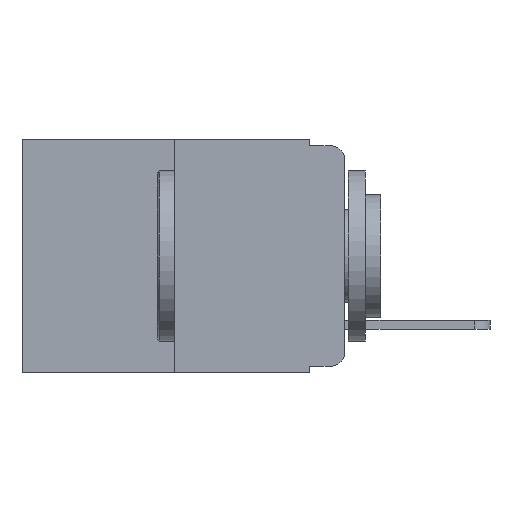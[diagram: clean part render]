
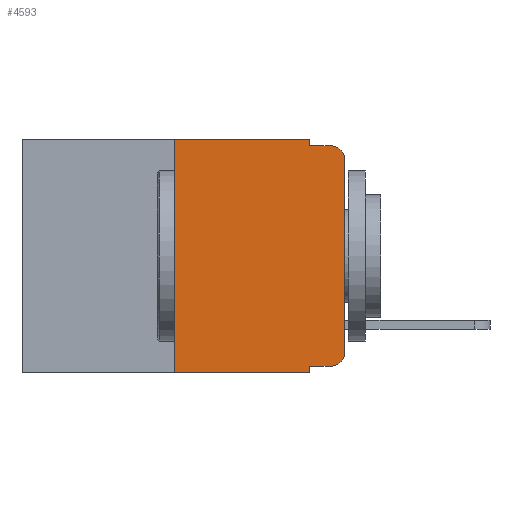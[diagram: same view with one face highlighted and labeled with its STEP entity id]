
A CAD part, left-side view. The second image highlights one B-rep face of the part: STEP entity #4593.
In plain terms, the highlighted planar face has unit normal (-1, 0, 0).
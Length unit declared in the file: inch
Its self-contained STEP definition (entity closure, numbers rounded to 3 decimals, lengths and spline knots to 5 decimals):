
#57 = CARTESIAN_POINT ( 'NONE',  ( 0., 0.051, 0. ) ) ;
#142 = DIRECTION ( 'NONE',  ( 0., 0., -1. ) ) ;
#195 = ORIENTED_EDGE ( 'NONE', *, *, #4747, .T. ) ;
#696 = VERTEX_POINT ( 'NONE', #9847 ) ;
#800 = CARTESIAN_POINT ( 'NONE',  ( 0., 0.051, -0.343 ) ) ;
#859 = LINE ( 'NONE', #12566, #3645 ) ;
#1163 = CARTESIAN_POINT ( 'NONE',  ( 0., 0., -0.03 ) ) ;
#1388 = VECTOR ( 'NONE', #13331, 39.37008 ) ;
#1675 = CARTESIAN_POINT ( 'NONE',  ( 0., 0., 0. ) ) ;
#1727 = DIRECTION ( 'NONE',  ( 0., 0., 1. ) ) ;
#1819 = EDGE_CURVE ( 'NONE', #2438, #7664, #3062, .T. ) ;
#2042 = LINE ( 'NONE', #10351, #7439 ) ;
#2064 = VECTOR ( 'NONE', #1727, 39.37008 ) ;
#2169 = DIRECTION ( 'NONE',  ( 1., 0., 0. ) ) ;
#2186 = CARTESIAN_POINT ( 'NONE',  ( 0., 0.473, 0. ) ) ;
#2339 = VECTOR ( 'NONE', #142, 39.37008 ) ;
#2345 = CARTESIAN_POINT ( 'NONE',  ( 0., 0.02, -0.333 ) ) ;
#2398 = EDGE_CURVE ( 'NONE', #4216, #2438, #7801, .T. ) ;
#2438 = VERTEX_POINT ( 'NONE', #1163 ) ;
#2541 = LINE ( 'NONE', #5795, #10502 ) ;
#2679 = PLANE ( 'NONE',  #5063 ) ;
#2804 = ORIENTED_EDGE ( 'NONE', *, *, #2398, .T. ) ;
#2933 = VERTEX_POINT ( 'NONE', #9531 ) ;
#3003 = ORIENTED_EDGE ( 'NONE', *, *, #4571, .T. ) ;
#3062 = CIRCLE ( 'NONE', #11388, 0.02 ) ;
#3173 = ORIENTED_EDGE ( 'NONE', *, *, #1819, .T. ) ;
#3600 = CARTESIAN_POINT ( 'NONE',  ( 0., 0.02, -0.313 ) ) ;
#3645 = VECTOR ( 'NONE', #12541, 39.37008 ) ;
#3776 = FACE_OUTER_BOUND ( 'NONE', #10207, .T. ) ;
#4026 = ORIENTED_EDGE ( 'NONE', *, *, #10415, .F. ) ;
#4115 = VERTEX_POINT ( 'NONE', #12675 ) ;
#4216 = VERTEX_POINT ( 'NONE', #12833 ) ;
#4379 = AXIS2_PLACEMENT_3D ( 'NONE', #3600, #8902, #8887 ) ;
#4443 = LINE ( 'NONE', #13156, #1388 ) ;
#4479 = LINE ( 'NONE', #8391, #9603 ) ;
#4571 = EDGE_CURVE ( 'NONE', #4115, #5608, #4443, .T. ) ;
#4593 = ADVANCED_FACE ( 'NONE', ( #3776 ), #2679, .F. ) ;
#4747 = EDGE_CURVE ( 'NONE', #5608, #4216, #9420, .T. ) ;
#4955 = ORIENTED_EDGE ( 'NONE', *, *, #10566, .F. ) ;
#5063 = AXIS2_PLACEMENT_3D ( 'NONE', #2186, #2169, #5558 ) ;
#5558 = DIRECTION ( 'NONE',  ( 0., 0., -1. ) ) ;
#5608 = VERTEX_POINT ( 'NONE', #2345 ) ;
#5795 = CARTESIAN_POINT ( 'NONE',  ( 0., 0.473, -0.343 ) ) ;
#5826 = DIRECTION ( 'NONE',  ( 0., -1., 0. ) ) ;
#7110 = CARTESIAN_POINT ( 'NONE',  ( 0., 0.25, -0.343 ) ) ;
#7439 = VECTOR ( 'NONE', #10295, 39.37008 ) ;
#7624 = VERTEX_POINT ( 'NONE', #13106 ) ;
#7664 = VERTEX_POINT ( 'NONE', #7687 ) ;
#7687 = CARTESIAN_POINT ( 'NONE',  ( 0., 0.02, -0.01 ) ) ;
#7691 = ORIENTED_EDGE ( 'NONE', *, *, #10110, .F. ) ;
#7801 = LINE ( 'NONE', #1675, #2064 ) ;
#7991 = VERTEX_POINT ( 'NONE', #800 ) ;
#8141 = ORIENTED_EDGE ( 'NONE', *, *, #10737, .F. ) ;
#8391 = CARTESIAN_POINT ( 'NONE',  ( 0., 0.25, 0. ) ) ;
#8446 = DIRECTION ( 'NONE',  ( 0., 0., 1. ) ) ;
#8582 = VECTOR ( 'NONE', #9461, 39.37008 ) ;
#8841 = LINE ( 'NONE', #9443, #8582 ) ;
#8887 = DIRECTION ( 'NONE',  ( 0., 0., -1. ) ) ;
#8902 = DIRECTION ( 'NONE',  ( -1., 0., 0. ) ) ;
#9366 = ORIENTED_EDGE ( 'NONE', *, *, #11153, .T. ) ;
#9420 = CIRCLE ( 'NONE', #4379, 0.02 ) ;
#9443 = CARTESIAN_POINT ( 'NONE',  ( 0., 0.051, 0. ) ) ;
#9461 = DIRECTION ( 'NONE',  ( 0., 0., -1. ) ) ;
#9531 = CARTESIAN_POINT ( 'NONE',  ( 0., 0.051, 0. ) ) ;
#9603 = VECTOR ( 'NONE', #8446, 39.37008 ) ;
#9765 = ORIENTED_EDGE ( 'NONE', *, *, #12008, .F. ) ;
#9847 = CARTESIAN_POINT ( 'NONE',  ( 0., 0.051, -0.01 ) ) ;
#10110 = EDGE_CURVE ( 'NONE', #7624, #2933, #859, .T. ) ;
#10207 = EDGE_LOOP ( 'NONE', ( #2804, #3173, #4026, #4955, #7691, #8141, #9366, #9765, #3003, #195 ) ) ;
#10295 = DIRECTION ( 'NONE',  ( 0., -1., 0. ) ) ;
#10351 = CARTESIAN_POINT ( 'NONE',  ( 0., 0.051, -0.01 ) ) ;
#10415 = EDGE_CURVE ( 'NONE', #696, #7664, #2042, .T. ) ;
#10502 = VECTOR ( 'NONE', #5826, 39.37008 ) ;
#10566 = EDGE_CURVE ( 'NONE', #2933, #696, #8841, .T. ) ;
#10737 = EDGE_CURVE ( 'NONE', #10946, #7624, #4479, .T. ) ;
#10946 = VERTEX_POINT ( 'NONE', #7110 ) ;
#11153 = EDGE_CURVE ( 'NONE', #10946, #7991, #2541, .T. ) ;
#11388 = AXIS2_PLACEMENT_3D ( 'NONE', #11849, #11816, #11918 ) ;
#11816 = DIRECTION ( 'NONE',  ( -1., 0., 0. ) ) ;
#11849 = CARTESIAN_POINT ( 'NONE',  ( 0., 0.02, -0.03 ) ) ;
#11918 = DIRECTION ( 'NONE',  ( 0., 0., -1. ) ) ;
#12008 = EDGE_CURVE ( 'NONE', #4115, #7991, #13051, .T. ) ;
#12541 = DIRECTION ( 'NONE',  ( 0., -1., 0. ) ) ;
#12566 = CARTESIAN_POINT ( 'NONE',  ( 0., 0.473, 0. ) ) ;
#12675 = CARTESIAN_POINT ( 'NONE',  ( 0., 0.051, -0.333 ) ) ;
#12833 = CARTESIAN_POINT ( 'NONE',  ( 0., 0., -0.313 ) ) ;
#13051 = LINE ( 'NONE', #57, #2339 ) ;
#13106 = CARTESIAN_POINT ( 'NONE',  ( 0., 0.25, 0. ) ) ;
#13156 = CARTESIAN_POINT ( 'NONE',  ( 0., 0.051, -0.333 ) ) ;
#13331 = DIRECTION ( 'NONE',  ( 0., -1., 0. ) ) ;
